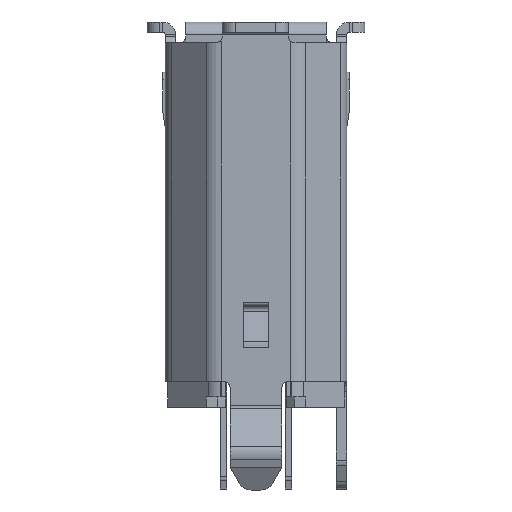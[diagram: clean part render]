
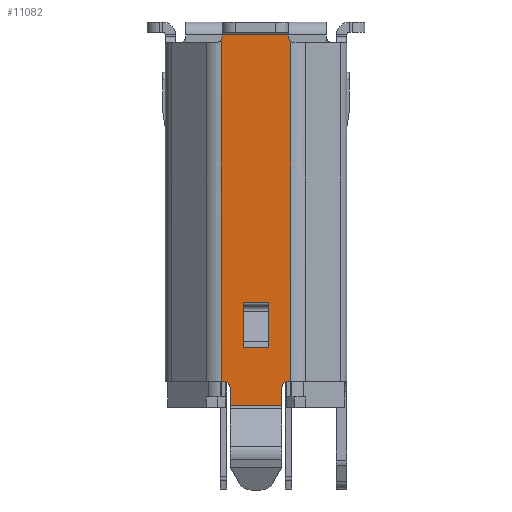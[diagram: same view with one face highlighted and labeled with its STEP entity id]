
A CAD part, left-side view. The second image highlights one B-rep face of the part: STEP entity #11082.
In plain terms, the highlighted planar face has unit normal (-1, 0, 0).
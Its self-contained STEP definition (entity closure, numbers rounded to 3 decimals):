
#983=CARTESIAN_POINT('',(-6.05,-1.25,8.5));
#984=VERTEX_POINT('',#983);
#991=CARTESIAN_POINT('',(-6.05,-1.25,8.45));
#992=VERTEX_POINT('',#991);
#993=CARTESIAN_POINT('',(-6.05,-1.25,8.5));
#994=DIRECTION('',(0.,0.,-1.));
#995=VECTOR('',#994,0.05);
#996=LINE('',#993,#995);
#997=EDGE_CURVE('',#984,#992,#996,.T.);
#1021=CARTESIAN_POINT('',(-6.05,1.3,8.5));
#1022=VERTEX_POINT('',#1021);
#1039=CARTESIAN_POINT('',(-6.05,1.3,8.45));
#1040=VERTEX_POINT('',#1039);
#1047=CARTESIAN_POINT('',(-6.05,1.3,8.45));
#1048=DIRECTION('',(0.,0.,1.));
#1049=VECTOR('',#1048,0.05);
#1050=LINE('',#1047,#1049);
#1051=EDGE_CURVE('',#1040,#1022,#1050,.T.);
#5127=CARTESIAN_POINT('',(-6.05,1.387,8.261));
#5128=VERTEX_POINT('',#5127);
#5137=CARTESIAN_POINT('',(-6.05,1.387,8.261));
#5138=CARTESIAN_POINT('',(-6.05,1.3,8.336));
#5139=CARTESIAN_POINT('',(-6.05,1.3,8.45));
#5140=(BOUNDED_CURVE()B_SPLINE_CURVE(2,(#5137,#5138,#5139),.UNSPECIFIED.,.F.,.U.)B_SPLINE_CURVE_WITH_KNOTS((3,3),(0.,0.544),.UNSPECIFIED.)CURVE()GEOMETRIC_REPRESENTATION_ITEM()RATIONAL_B_SPLINE_CURVE((0.855,0.841,1.))REPRESENTATION_ITEM(''));
#5141=EDGE_CURVE('',#5128,#1040,#5140,.T.);
#5157=CARTESIAN_POINT('',(-6.05,-1.362,8.242));
#5158=VERTEX_POINT('',#5157);
#5159=CARTESIAN_POINT('',(-6.05,-1.25,8.45));
#5160=CARTESIAN_POINT('',(-6.05,-1.25,8.316));
#5161=CARTESIAN_POINT('',(-6.05,-1.362,8.242));
#5162=(BOUNDED_CURVE()B_SPLINE_CURVE(2,(#5159,#5160,#5161),.UNSPECIFIED.,.F.,.U.)B_SPLINE_CURVE_WITH_KNOTS((3,3),(0.,0.621),.UNSPECIFIED.)CURVE()GEOMETRIC_REPRESENTATION_ITEM()RATIONAL_B_SPLINE_CURVE((1.,0.818,0.862))REPRESENTATION_ITEM(''));
#5163=EDGE_CURVE('',#992,#5158,#5162,.T.);
#6694=CARTESIAN_POINT('',(-6.05,1.3,8.5));
#6695=DIRECTION('',(0.,-1.,0.));
#6696=VECTOR('',#6695,2.55);
#6697=LINE('',#6694,#6696);
#6698=EDGE_CURVE('',#1022,#984,#6697,.T.);
#9979=CARTESIAN_POINT('',(-6.05,0.5,-3.54));
#9980=VERTEX_POINT('',#9979);
#10007=CARTESIAN_POINT('',(-6.05,0.5,-1.825));
#10008=VERTEX_POINT('',#10007);
#10016=CARTESIAN_POINT('',(-6.05,0.5,-1.825));
#10017=DIRECTION('',(0.,0.,-1.));
#10018=VECTOR('',#10017,1.715);
#10019=LINE('',#10016,#10018);
#10020=EDGE_CURVE('',#10008,#9980,#10019,.T.);
#10049=CARTESIAN_POINT('',(-6.05,-0.5,-3.54));
#10050=VERTEX_POINT('',#10049);
#10058=CARTESIAN_POINT('',(-6.05,-0.5,-1.825));
#10059=VERTEX_POINT('',#10058);
#10060=CARTESIAN_POINT('',(-6.05,-0.5,-3.54));
#10061=DIRECTION('',(0.,0.,1.));
#10062=VECTOR('',#10061,1.715);
#10063=LINE('',#10060,#10062);
#10064=EDGE_CURVE('',#10050,#10059,#10063,.T.);
#10409=CARTESIAN_POINT('',(-6.05,0.5,-3.54));
#10410=DIRECTION('',(0.,-1.,0.));
#10411=VECTOR('',#10410,1.);
#10412=LINE('',#10409,#10411);
#10413=EDGE_CURVE('',#9980,#10050,#10412,.T.);
#10522=CARTESIAN_POINT('',(-6.05,-0.5,-1.825));
#10523=DIRECTION('',(0.,1.,0.));
#10524=VECTOR('',#10523,1.);
#10525=LINE('',#10522,#10524);
#10526=EDGE_CURVE('',#10059,#10008,#10525,.T.);
#10545=CARTESIAN_POINT('',(-6.05,-1.334,8.2));
#10546=VERTEX_POINT('',#10545);
#10547=CARTESIAN_POINT('',(-6.05,-1.362,8.242));
#10548=CARTESIAN_POINT('',(-6.05,-1.359,8.241));
#10549=CARTESIAN_POINT('',(-6.05,-1.348,8.241));
#10550=CARTESIAN_POINT('',(-6.05,-1.327,8.242));
#10551=CARTESIAN_POINT('',(-6.05,-1.317,8.208));
#10552=CARTESIAN_POINT('',(-6.05,-1.334,8.2));
#10553=B_SPLINE_CURVE_WITH_KNOTS('',2,(#10547,#10548,#10549,#10550,#10551,#10552),.UNSPECIFIED.,.F.,.U.,(3,1,1,1,3),(0.,0.102,0.307,0.704,1.),.UNSPECIFIED.);
#10554=EDGE_CURVE('',#5158,#10546,#10553,.T.);
#10556=CARTESIAN_POINT('',(-6.05,-1.334,-4.853));
#10557=VERTEX_POINT('',#10556);
#10558=CARTESIAN_POINT('',(-6.05,-1.334,8.2));
#10559=DIRECTION('',(0.,0.,-1.));
#10560=VECTOR('',#10559,13.05);
#10561=LINE('',#10558,#10560);
#10562=EDGE_CURVE('',#10546,#10557,#10561,.T.);
#10730=CARTESIAN_POINT('',(-6.05,1.334,-4.853));
#10731=VERTEX_POINT('',#10730);
#10740=CARTESIAN_POINT('',(-6.05,1.334,8.2));
#10741=VERTEX_POINT('',#10740);
#10742=CARTESIAN_POINT('',(-6.05,1.334,-4.85));
#10743=DIRECTION('',(0.,0.,1.));
#10744=VECTOR('',#10743,13.05);
#10745=LINE('',#10742,#10744);
#10746=EDGE_CURVE('',#10731,#10741,#10745,.T.);
#10748=CARTESIAN_POINT('',(-6.05,1.334,8.2));
#10749=CARTESIAN_POINT('',(-6.05,1.324,8.213));
#10750=CARTESIAN_POINT('',(-6.05,1.328,8.244));
#10751=CARTESIAN_POINT('',(-6.05,1.361,8.251));
#10752=CARTESIAN_POINT('',(-6.05,1.38,8.259));
#10753=CARTESIAN_POINT('',(-6.05,1.387,8.261));
#10754=B_SPLINE_CURVE_WITH_KNOTS('',2,(#10748,#10749,#10750,#10751,#10752,#10753),.UNSPECIFIED.,.F.,.U.,(3,1,1,1,3),(0.,0.216,0.574,0.858,1.),.UNSPECIFIED.);
#10755=EDGE_CURVE('',#10741,#5128,#10754,.T.);
#11004=CARTESIAN_POINT('',(-6.05,0.012,1.352));
#11005=DIRECTION('',(0.,-1.,0.));
#11006=DIRECTION('',(-1.,0.,0.));
#11007=AXIS2_PLACEMENT_3D('',#11004,#11006,#11005);
#11008=PLANE('',#11007);
#11009=ORIENTED_EDGE('',*,*,#10562,.F.);
#11010=ORIENTED_EDGE('',*,*,#10554,.F.);
#11011=ORIENTED_EDGE('',*,*,#5163,.F.);
#11012=ORIENTED_EDGE('',*,*,#997,.F.);
#11013=ORIENTED_EDGE('',*,*,#6698,.F.);
#11014=ORIENTED_EDGE('',*,*,#1051,.F.);
#11015=ORIENTED_EDGE('',*,*,#5141,.F.);
#11016=ORIENTED_EDGE('',*,*,#10755,.F.);
#11017=ORIENTED_EDGE('',*,*,#10746,.F.);
#11018=CARTESIAN_POINT('',(-6.05,1.25,-4.851));
#11019=VERTEX_POINT('',#11018);
#11020=CARTESIAN_POINT('',(-6.05,1.334,-4.853));
#11021=DIRECTION('',(0.,-1.,0.008));
#11022=VECTOR('',#11021,0.084);
#11023=LINE('',#11020,#11022);
#11024=EDGE_CURVE('',#10731,#11019,#11023,.T.);
#11025=ORIENTED_EDGE('',*,*,#11024,.T.);
#11026=CARTESIAN_POINT('',(-6.05,1.,-5.1));
#11027=VERTEX_POINT('',#11026);
#11028=CARTESIAN_POINT('',(-6.05,1.25,-4.851));
#11029=CARTESIAN_POINT('',(-6.05,1.112,-4.848));
#11030=CARTESIAN_POINT('',(-6.05,1.,-4.963));
#11031=CARTESIAN_POINT('',(-6.05,1.,-5.1));
#11032=B_SPLINE_CURVE_WITH_KNOTS('',3,(#11028,#11029,#11030,#11031),.UNSPECIFIED.,.F.,.U.,(4,4),(0.,1.),.UNSPECIFIED.);
#11033=EDGE_CURVE('',#11019,#11027,#11032,.T.);
#11034=ORIENTED_EDGE('',*,*,#11033,.T.);
#11035=CARTESIAN_POINT('',(-6.05,1.,-5.797));
#11036=VERTEX_POINT('',#11035);
#11037=CARTESIAN_POINT('',(-6.05,1.,-5.1));
#11038=DIRECTION('',(0.,0.,-1.));
#11039=VECTOR('',#11038,0.697);
#11040=LINE('',#11037,#11039);
#11041=EDGE_CURVE('',#11027,#11036,#11040,.T.);
#11042=ORIENTED_EDGE('',*,*,#11041,.T.);
#11043=CARTESIAN_POINT('',(-6.05,-1.,-5.797));
#11044=VERTEX_POINT('',#11043);
#11045=CARTESIAN_POINT('',(-6.05,1.,-5.797));
#11046=DIRECTION('',(0.,-1.,0.));
#11047=VECTOR('',#11046,2.);
#11048=LINE('',#11045,#11047);
#11049=EDGE_CURVE('',#11036,#11044,#11048,.T.);
#11050=ORIENTED_EDGE('',*,*,#11049,.T.);
#11051=CARTESIAN_POINT('',(-6.05,-1.,-5.1));
#11052=VERTEX_POINT('',#11051);
#11053=CARTESIAN_POINT('',(-6.05,-1.,-5.797));
#11054=DIRECTION('',(0.,0.,1.));
#11055=VECTOR('',#11054,0.697);
#11056=LINE('',#11053,#11055);
#11057=EDGE_CURVE('',#11044,#11052,#11056,.T.);
#11058=ORIENTED_EDGE('',*,*,#11057,.T.);
#11059=CARTESIAN_POINT('',(-6.05,-1.25,-4.85));
#11060=VERTEX_POINT('',#11059);
#11061=CARTESIAN_POINT('',(-6.05,-1.25,-5.1));
#11062=DIRECTION('',(0.,1.,0.));
#11063=DIRECTION('',(1.,0.,0.));
#11064=AXIS2_PLACEMENT_3D('',#11061,#11063,#11062);
#11065=CIRCLE('',#11064,0.25);
#11066=EDGE_CURVE('',#11052,#11060,#11065,.T.);
#11067=ORIENTED_EDGE('',*,*,#11066,.T.);
#11068=CARTESIAN_POINT('',(-6.05,-1.25,-4.85));
#11069=DIRECTION('',(0.,-1.,0.));
#11070=VECTOR('',#11069,0.084);
#11071=LINE('',#11068,#11070);
#11072=EDGE_CURVE('',#11060,#10557,#11071,.T.);
#11073=ORIENTED_EDGE('',*,*,#11072,.T.);
#11074=EDGE_LOOP('',(#11009,#11010,#11011,#11012,#11013,#11014,#11015,#11016,#11017,#11025,#11034,#11042,#11050,#11058,#11067,#11073));
#11075=FACE_OUTER_BOUND('',#11074,.T.);
#11076=ORIENTED_EDGE('',*,*,#10413,.F.);
#11077=ORIENTED_EDGE('',*,*,#10020,.F.);
#11078=ORIENTED_EDGE('',*,*,#10526,.F.);
#11079=ORIENTED_EDGE('',*,*,#10064,.F.);
#11080=EDGE_LOOP('',(#11076,#11077,#11078,#11079));
#11081=FACE_BOUND('',#11080,.T.);
#11082=ADVANCED_FACE('',(#11075,#11081),#11008,.T.);
